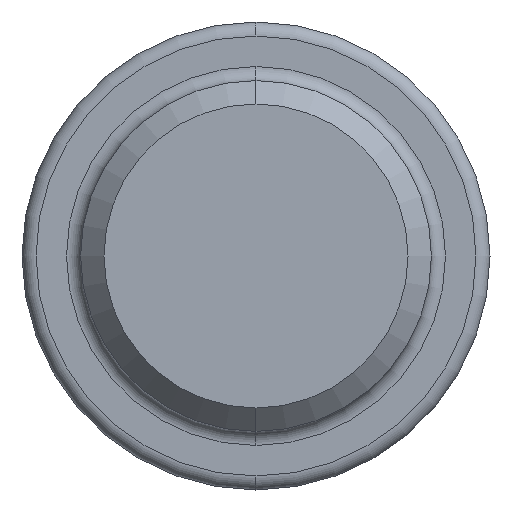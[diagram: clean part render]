
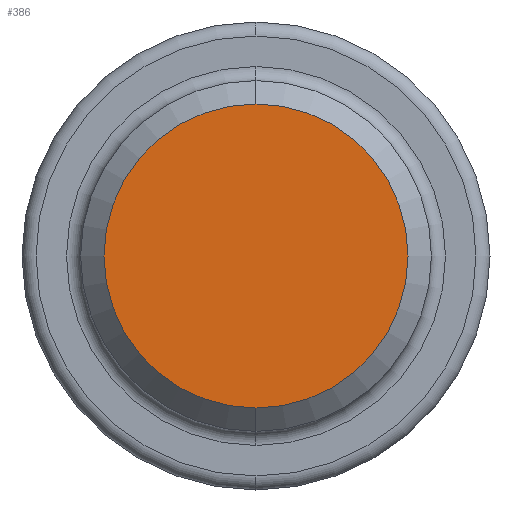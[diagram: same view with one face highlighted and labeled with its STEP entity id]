
A CAD part, left-side view. The second image highlights one B-rep face of the part: STEP entity #386.
In plain terms, the highlighted planar face has unit normal (-1, 0, 0).
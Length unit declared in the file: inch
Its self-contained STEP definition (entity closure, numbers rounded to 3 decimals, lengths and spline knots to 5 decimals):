
#22 = AXIS2_PLACEMENT_3D ( 'NONE', #133, #712, #951 ) ;
#36 = CARTESIAN_POINT ( 'NONE',  ( 0., 0., 0. ) ) ;
#59 = EDGE_CURVE ( 'NONE', #1011, #727, #362, .T. ) ;
#133 = CARTESIAN_POINT ( 'NONE',  ( 0., 0., 0. ) ) ;
#174 = AXIS2_PLACEMENT_3D ( 'NONE', #861, #453, #292 ) ;
#202 = ORIENTED_EDGE ( 'NONE', *, *, #59, .T. ) ;
#292 = DIRECTION ( 'NONE',  ( 0., 0., -1. ) ) ;
#322 = CIRCLE ( 'NONE', #421, 0.32485 ) ;
#362 = CIRCLE ( 'NONE', #22, 0.32485 ) ;
#363 = CARTESIAN_POINT ( 'NONE',  ( 0., 0., 0.32485 ) ) ;
#386 = ADVANCED_FACE ( 'NONE', ( #458 ), #548, .F. ) ;
#421 = AXIS2_PLACEMENT_3D ( 'NONE', #36, #457, #787 ) ;
#453 = DIRECTION ( 'NONE',  ( 1., 0., 0. ) ) ;
#457 = DIRECTION ( 'NONE',  ( -1., 0., 0. ) ) ;
#458 = FACE_OUTER_BOUND ( 'NONE', #713, .T. ) ;
#548 = PLANE ( 'NONE',  #174 ) ;
#693 = EDGE_CURVE ( 'NONE', #727, #1011, #322, .T. ) ;
#712 = DIRECTION ( 'NONE',  ( -1., 0., 0. ) ) ;
#713 = EDGE_LOOP ( 'NONE', ( #202, #901 ) ) ;
#727 = VERTEX_POINT ( 'NONE', #363 ) ;
#787 = DIRECTION ( 'NONE',  ( 0., 0., 1. ) ) ;
#827 = CARTESIAN_POINT ( 'NONE',  ( 0., 0., -0.32485 ) ) ;
#861 = CARTESIAN_POINT ( 'NONE',  ( 0., 0., 0. ) ) ;
#901 = ORIENTED_EDGE ( 'NONE', *, *, #693, .T. ) ;
#951 = DIRECTION ( 'NONE',  ( 0., 0., 1. ) ) ;
#1011 = VERTEX_POINT ( 'NONE', #827 ) ;
